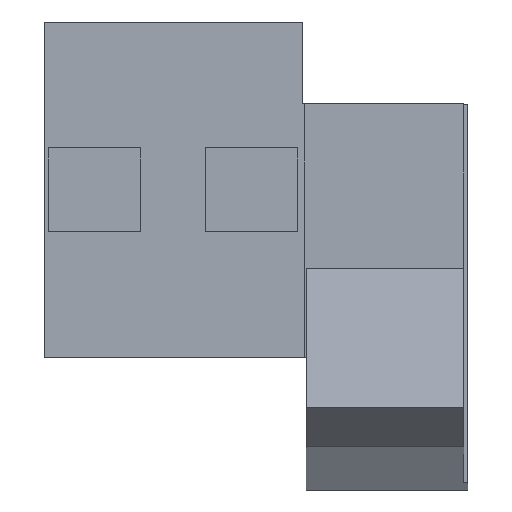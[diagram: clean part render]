
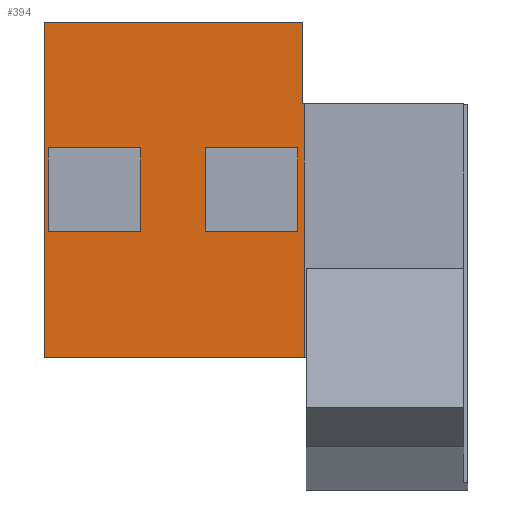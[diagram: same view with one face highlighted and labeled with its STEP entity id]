
A CAD part, top view. The second image highlights one B-rep face of the part: STEP entity #394.
In plain terms, the highlighted planar face has unit normal (0, 0, 1).
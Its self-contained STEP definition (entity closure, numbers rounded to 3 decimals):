
#93=PLANE('',#1199);
#169=LINE('',#1908,#289);
#170=LINE('',#1910,#290);
#171=LINE('',#1913,#291);
#172=LINE('',#1915,#292);
#173=LINE('',#1917,#293);
#174=LINE('',#1918,#294);
#175=LINE('',#1921,#295);
#176=LINE('',#1923,#296);
#177=LINE('',#1925,#297);
#178=LINE('',#1926,#298);
#179=LINE('',#1929,#299);
#180=LINE('',#1931,#300);
#181=LINE('',#1933,#301);
#182=LINE('',#1934,#302);
#289=VECTOR('',#1336,1.);
#290=VECTOR('',#1339,1.);
#291=VECTOR('',#1340,1.);
#292=VECTOR('',#1341,1.);
#293=VECTOR('',#1342,1.);
#294=VECTOR('',#1343,1.);
#295=VECTOR('',#1344,1.);
#296=VECTOR('',#1345,1.);
#297=VECTOR('',#1346,1.);
#298=VECTOR('',#1347,1.);
#299=VECTOR('',#1348,1.);
#300=VECTOR('',#1349,1.);
#301=VECTOR('',#1350,1.);
#302=VECTOR('',#1351,1.);
#394=ADVANCED_FACE('',(#471,#472,#473),#93,.T.);
#471=FACE_BOUND('',#518,.T.);
#472=FACE_BOUND('',#519,.T.);
#473=FACE_BOUND('',#520,.T.);
#518=EDGE_LOOP('',(#646,#647,#648,#649));
#519=EDGE_LOOP('',(#650,#651,#652,#653));
#520=EDGE_LOOP('',(#654,#655,#656,#657,#658,#659));
#646=ORIENTED_EDGE('',*,*,#1023,.T.);
#647=ORIENTED_EDGE('',*,*,#1024,.T.);
#648=ORIENTED_EDGE('',*,*,#1025,.T.);
#649=ORIENTED_EDGE('',*,*,#1026,.T.);
#650=ORIENTED_EDGE('',*,*,#1027,.T.);
#651=ORIENTED_EDGE('',*,*,#1028,.T.);
#652=ORIENTED_EDGE('',*,*,#1029,.T.);
#653=ORIENTED_EDGE('',*,*,#1030,.T.);
#654=ORIENTED_EDGE('',*,*,#1031,.T.);
#655=ORIENTED_EDGE('',*,*,#1032,.T.);
#656=ORIENTED_EDGE('',*,*,#1033,.T.);
#657=ORIENTED_EDGE('',*,*,#1034,.F.);
#658=ORIENTED_EDGE('',*,*,#1022,.F.);
#659=ORIENTED_EDGE('',*,*,#1035,.T.);
#906=VERTEX_POINT('',#1903);
#908=VERTEX_POINT('',#1907);
#909=VERTEX_POINT('',#1911);
#910=VERTEX_POINT('',#1912);
#911=VERTEX_POINT('',#1914);
#912=VERTEX_POINT('',#1916);
#913=VERTEX_POINT('',#1919);
#914=VERTEX_POINT('',#1920);
#915=VERTEX_POINT('',#1922);
#916=VERTEX_POINT('',#1924);
#917=VERTEX_POINT('',#1927);
#918=VERTEX_POINT('',#1928);
#919=VERTEX_POINT('',#1930);
#920=VERTEX_POINT('',#1932);
#1022=EDGE_CURVE('',#908,#906,#169,.T.);
#1023=EDGE_CURVE('',#909,#910,#170,.T.);
#1024=EDGE_CURVE('',#910,#911,#171,.T.);
#1025=EDGE_CURVE('',#911,#912,#172,.T.);
#1026=EDGE_CURVE('',#912,#909,#173,.T.);
#1027=EDGE_CURVE('',#913,#914,#174,.T.);
#1028=EDGE_CURVE('',#914,#915,#175,.T.);
#1029=EDGE_CURVE('',#915,#916,#176,.T.);
#1030=EDGE_CURVE('',#916,#913,#177,.T.);
#1031=EDGE_CURVE('',#917,#918,#178,.T.);
#1032=EDGE_CURVE('',#918,#919,#179,.T.);
#1033=EDGE_CURVE('',#919,#920,#180,.T.);
#1034=EDGE_CURVE('',#906,#920,#181,.T.);
#1035=EDGE_CURVE('',#908,#917,#182,.T.);
#1199=AXIS2_PLACEMENT_3D('',#1935,#1352,#1353);
#1336=DIRECTION('',(0.,1.,0.));
#1339=DIRECTION('',(1.,0.,0.));
#1340=DIRECTION('',(0.,-1.,0.));
#1341=DIRECTION('',(-1.,0.,0.));
#1342=DIRECTION('',(0.,1.,0.));
#1343=DIRECTION('',(0.,-1.,0.));
#1344=DIRECTION('',(-1.,0.,0.));
#1345=DIRECTION('',(0.,1.,0.));
#1346=DIRECTION('',(1.,0.,0.));
#1347=DIRECTION('',(0.,1.,0.));
#1348=DIRECTION('',(-1.,0.,0.));
#1349=DIRECTION('',(0.,1.,0.));
#1350=DIRECTION('',(1.,0.,0.));
#1351=DIRECTION('',(1.,0.,0.));
#1352=DIRECTION('',(0.,0.,1.));
#1353=DIRECTION('',(-1.,0.,0.));
#1903=CARTESIAN_POINT('',(-62.,40.,0.));
#1907=CARTESIAN_POINT('',(-62.,-40.,0.));
#1908=CARTESIAN_POINT('',(-62.,-40.,0.));
#1910=CARTESIAN_POINT('',(-61.,10.,0.));
#1911=CARTESIAN_POINT('',(-61.,10.,0.));
#1912=CARTESIAN_POINT('',(-39.,10.,0.));
#1913=CARTESIAN_POINT('',(-39.,10.,0.));
#1914=CARTESIAN_POINT('',(-39.,-10.,0.));
#1915=CARTESIAN_POINT('',(-39.,-10.,0.));
#1916=CARTESIAN_POINT('',(-61.,-10.,0.));
#1917=CARTESIAN_POINT('',(-61.,-10.,0.));
#1918=CARTESIAN_POINT('',(-1.5,10.,0.));
#1919=CARTESIAN_POINT('',(-1.5,10.,0.));
#1920=CARTESIAN_POINT('',(-1.5,-10.,0.));
#1921=CARTESIAN_POINT('',(-1.5,-10.,0.));
#1922=CARTESIAN_POINT('',(-23.5,-10.,0.));
#1923=CARTESIAN_POINT('',(-23.5,-10.,0.));
#1924=CARTESIAN_POINT('',(-23.5,10.,0.));
#1925=CARTESIAN_POINT('',(-23.5,10.,0.));
#1926=CARTESIAN_POINT('',(0.,-40.,0.));
#1927=CARTESIAN_POINT('',(0.,-40.,0.));
#1928=CARTESIAN_POINT('',(0.,20.5,0.));
#1929=CARTESIAN_POINT('',(-62.,20.5,0.));
#1930=CARTESIAN_POINT('',(-0.5,20.5,0.));
#1931=CARTESIAN_POINT('',(-0.5,-40.,0.));
#1932=CARTESIAN_POINT('',(-0.5,40.,0.));
#1933=CARTESIAN_POINT('',(-62.,40.,0.));
#1934=CARTESIAN_POINT('',(-62.,-40.,0.));
#1935=CARTESIAN_POINT('',(-62.,-40.,0.));
